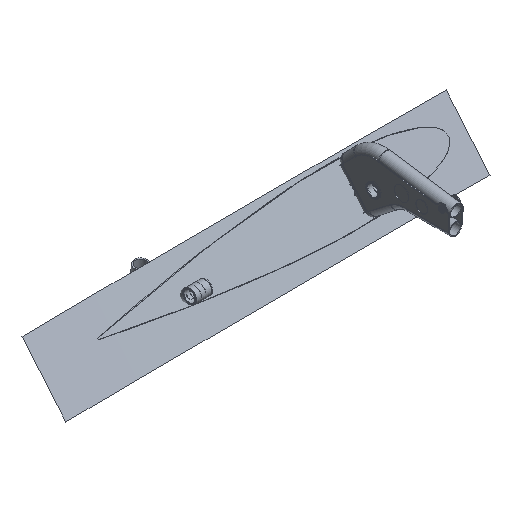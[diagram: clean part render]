
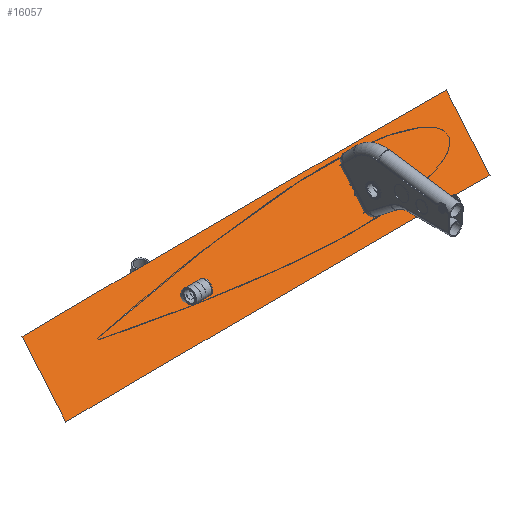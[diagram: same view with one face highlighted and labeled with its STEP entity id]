
A CAD part, isometric view. The second image highlights one B-rep face of the part: STEP entity #16057.
In plain terms, the highlighted face is a extrusion surface.
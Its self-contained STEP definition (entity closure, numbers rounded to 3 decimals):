
#16057 = ADVANCED_FACE('',(#16058),#16096,.F.);
#16058 = FACE_BOUND('',#16059,.F.);
#16059 = EDGE_LOOP('',(#16060,#16072,#16080,#16090));
#16060 = ORIENTED_EDGE('',*,*,#16061,.T.);
#16061 = EDGE_CURVE('',#16062,#16064,#16066,.T.);
#16062 = VERTEX_POINT('',#16063);
#16063 = CARTESIAN_POINT('',(377.723,137.081,
    48.152));
#16064 = VERTEX_POINT('',#16065);
#16065 = CARTESIAN_POINT('',(-1215.208,103.457,
    76.366));
#16066 = B_SPLINE_CURVE_WITH_KNOTS('',3,(#16067,#16068,#16069,#16070,
    #16071),.UNSPECIFIED.,.F.,.F.,(4,1,4),(0.,0.32,1.),
  .UNSPECIFIED.);
#16067 = CARTESIAN_POINT('',(377.723,137.081,
    48.152));
#16068 = CARTESIAN_POINT('',(207.489,148.423,
    38.635));
#16069 = CARTESIAN_POINT('',(-303.433,137.777,
    47.568));
#16070 = CARTESIAN_POINT('',(-901.777,126.511,
    57.021));
#16071 = CARTESIAN_POINT('',(-1215.208,103.457,
    76.366));
#16072 = ORIENTED_EDGE('',*,*,#16073,.T.);
#16073 = EDGE_CURVE('',#16064,#16074,#16076,.T.);
#16074 = VERTEX_POINT('',#16075);
#16075 = CARTESIAN_POINT('',(-1215.208,-57.239,
    -115.147));
#16076 = LINE('',#16077,#16078);
#16077 = CARTESIAN_POINT('',(-1215.208,103.457,
    76.366));
#16078 = VECTOR('',#16079,1.);
#16079 = DIRECTION('',(0.,-0.643,-0.766));
#16080 = ORIENTED_EDGE('',*,*,#16081,.F.);
#16081 = EDGE_CURVE('',#16082,#16074,#16084,.T.);
#16082 = VERTEX_POINT('',#16083);
#16083 = CARTESIAN_POINT('',(377.723,-23.614,
    -143.361));
#16084 = B_SPLINE_CURVE_WITH_KNOTS('',3,(#16085,#16086,#16087,#16088,
    #16089),.UNSPECIFIED.,.F.,.F.,(4,1,4),(0.,0.32,1.),
  .UNSPECIFIED.);
#16085 = CARTESIAN_POINT('',(377.723,-23.614,
    -143.361));
#16086 = CARTESIAN_POINT('',(207.489,-12.272,
    -152.878));
#16087 = CARTESIAN_POINT('',(-303.433,-22.918,
    -143.945));
#16088 = CARTESIAN_POINT('',(-901.777,-34.184,
    -134.491));
#16089 = CARTESIAN_POINT('',(-1215.208,-57.239,
    -115.147));
#16090 = ORIENTED_EDGE('',*,*,#16091,.F.);
#16091 = EDGE_CURVE('',#16062,#16082,#16092,.T.);
#16092 = LINE('',#16093,#16094);
#16093 = CARTESIAN_POINT('',(377.723,137.081,
    48.152));
#16094 = VECTOR('',#16095,1.);
#16095 = DIRECTION('',(0.,-0.643,-0.766));
#16096 = SURFACE_OF_LINEAR_EXTRUSION('',#16097,#16103);
#16097 = B_SPLINE_CURVE_WITH_KNOTS('',3,(#16098,#16099,#16100,#16101,
    #16102),.UNSPECIFIED.,.F.,.F.,(4,1,4),(0.,0.32,1.),
  .UNSPECIFIED.);
#16098 = CARTESIAN_POINT('',(377.723,137.081,
    48.152));
#16099 = CARTESIAN_POINT('',(207.489,148.423,
    38.635));
#16100 = CARTESIAN_POINT('',(-303.433,137.777,
    47.568));
#16101 = CARTESIAN_POINT('',(-901.777,126.511,
    57.021));
#16102 = CARTESIAN_POINT('',(-1215.208,103.457,
    76.366));
#16103 = VECTOR('',#16104,1.);
#16104 = DIRECTION('',(0.,-0.643,
    -0.766));
